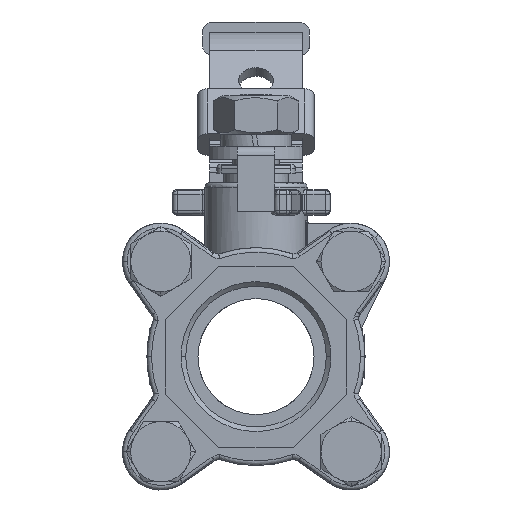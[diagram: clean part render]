
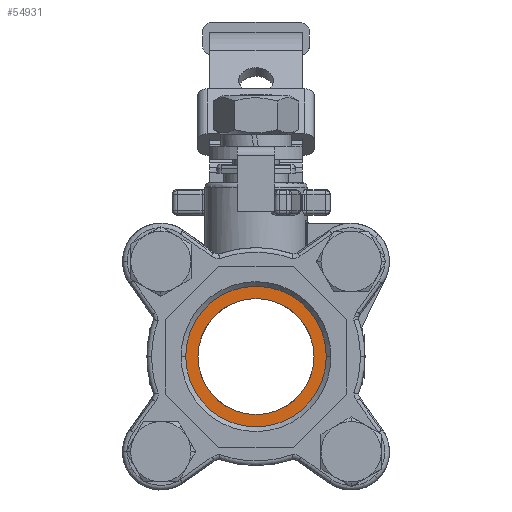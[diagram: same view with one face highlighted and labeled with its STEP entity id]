
A CAD part, left-side view. The second image highlights one B-rep face of the part: STEP entity #54931.
In plain terms, the highlighted planar face has unit normal (-1, 0, 0).
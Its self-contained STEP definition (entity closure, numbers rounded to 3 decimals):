
#54371=CARTESIAN_POINT('',(-23.,15.146,0.));
#54372=VERTEX_POINT('',#54371);
#54386=CARTESIAN_POINT('',(-23.,-15.146,0.));
#54387=VERTEX_POINT('',#54386);
#54394=CARTESIAN_POINT('',(-23.,0.,0.));
#54395=DIRECTION('',(-1.,0.,0.));
#54396=DIRECTION('',(0.,1.,0.));
#54397=AXIS2_PLACEMENT_3D('',#54394,#54395,#54396);
#54398=CIRCLE('',#54397,15.146);
#54399=EDGE_CURVE('',#54372,#54387,#54398,.T.);
#54680=CARTESIAN_POINT('',(-23.,12.5,0.));
#54681=VERTEX_POINT('',#54680);
#54690=CARTESIAN_POINT('',(-23.,-12.5,0.));
#54691=VERTEX_POINT('',#54690);
#54692=CARTESIAN_POINT('',(-23.,0.,0.));
#54693=DIRECTION('',(1.,-0.,-0.));
#54694=DIRECTION('',(0.,1.,0.));
#54695=AXIS2_PLACEMENT_3D('',#54692,#54693,#54694);
#54696=CIRCLE('',#54695,12.5);
#54697=EDGE_CURVE('',#54691,#54681,#54696,.T.);
#54906=CARTESIAN_POINT('',(-23.,0.,0.));
#54907=DIRECTION('',(-1.,0.,0.));
#54908=DIRECTION('',(0.,1.,0.));
#54909=AXIS2_PLACEMENT_3D('',#54906,#54907,#54908);
#54910=PLANE('',#54909);
#54911=ORIENTED_EDGE('',*,*,#54399,.T.);
#54912=CARTESIAN_POINT('',(-23.,0.,0.));
#54913=DIRECTION('',(-1.,0.,0.));
#54914=DIRECTION('',(0.,1.,0.));
#54915=AXIS2_PLACEMENT_3D('',#54912,#54913,#54914);
#54916=CIRCLE('',#54915,15.146);
#54917=EDGE_CURVE('',#54387,#54372,#54916,.T.);
#54918=ORIENTED_EDGE('',*,*,#54917,.T.);
#54919=EDGE_LOOP('',(#54911,#54918));
#54920=FACE_BOUND('',#54919,.T.);
#54921=CARTESIAN_POINT('',(-23.,0.,0.));
#54922=DIRECTION('',(1.,-0.,-0.));
#54923=DIRECTION('',(0.,1.,0.));
#54924=AXIS2_PLACEMENT_3D('',#54921,#54922,#54923);
#54925=CIRCLE('',#54924,12.5);
#54926=EDGE_CURVE('',#54681,#54691,#54925,.T.);
#54927=ORIENTED_EDGE('',*,*,#54926,.T.);
#54928=ORIENTED_EDGE('',*,*,#54697,.T.);
#54929=EDGE_LOOP('',(#54927,#54928));
#54930=FACE_BOUND('',#54929,.T.);
#54931=ADVANCED_FACE('',(#54920,#54930),#54910,.T.);
